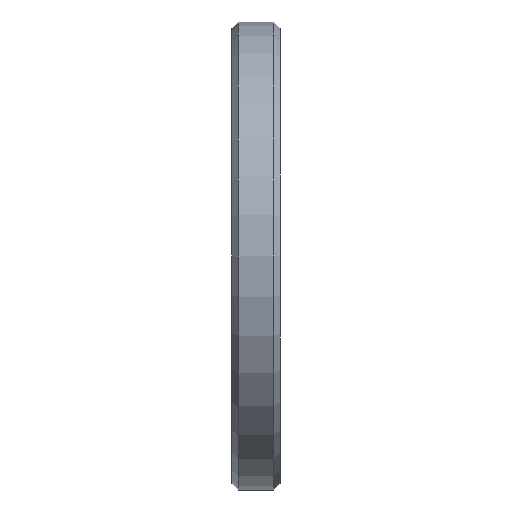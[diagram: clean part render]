
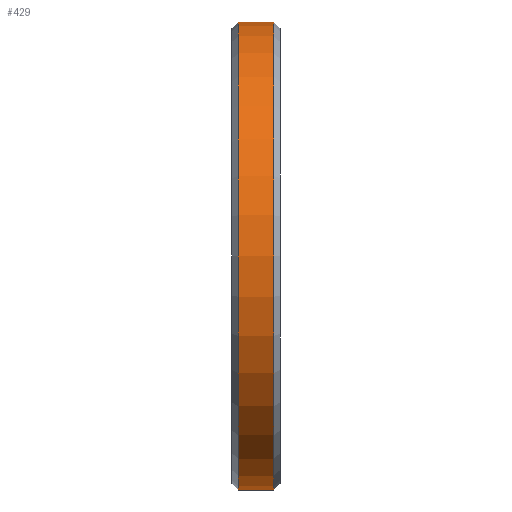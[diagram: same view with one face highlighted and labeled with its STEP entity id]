
A CAD part, front view. The second image highlights one B-rep face of the part: STEP entity #429.
In plain terms, the highlighted cylindrical face has radius 9.525 mm (diameter 19.05 mm), a partial arc.
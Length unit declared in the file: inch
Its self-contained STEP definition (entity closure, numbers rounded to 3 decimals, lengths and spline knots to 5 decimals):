
#7 = AXIS2_PLACEMENT_3D ( 'NONE', #17, #1092, #736 ) ;
#17 = CARTESIAN_POINT ( 'NONE',  ( 0., 0., 0. ) ) ;
#43 = CIRCLE ( 'NONE', #854, 0.375 ) ;
#68 = DIRECTION ( 'NONE',  ( 1., 0., 0. ) ) ;
#170 = ORIENTED_EDGE ( 'NONE', *, *, #619, .F. ) ;
#201 = VECTOR ( 'NONE', #68, 39.37008 ) ;
#261 = DIRECTION ( 'NONE',  ( 0., 0., 1. ) ) ;
#281 = CARTESIAN_POINT ( 'NONE',  ( 0.067, 0., 0.375 ) ) ;
#298 = EDGE_CURVE ( 'NONE', #810, #715, #43, .T. ) ;
#328 = VERTEX_POINT ( 'NONE', #809 ) ;
#423 = AXIS2_PLACEMENT_3D ( 'NONE', #774, #959, #1043 ) ;
#426 = ORIENTED_EDGE ( 'NONE', *, *, #827, .T. ) ;
#429 = ADVANCED_FACE ( 'NONE', ( #832 ), #982, .T. ) ;
#442 = DIRECTION ( 'NONE',  ( 1., 0., 0. ) ) ;
#465 = ORIENTED_EDGE ( 'NONE', *, *, #759, .T. ) ;
#499 = VECTOR ( 'NONE', #442, 39.37008 ) ;
#522 = DIRECTION ( 'NONE',  ( 1., 0., 0. ) ) ;
#619 = EDGE_CURVE ( 'NONE', #810, #1067, #663, .T. ) ;
#663 = LINE ( 'NONE', #782, #201 ) ;
#715 = VERTEX_POINT ( 'NONE', #1048 ) ;
#736 = DIRECTION ( 'NONE',  ( 0., 0., -1. ) ) ;
#759 = EDGE_CURVE ( 'NONE', #328, #1067, #845, .T. ) ;
#774 = CARTESIAN_POINT ( 'NONE',  ( 0.067, 0., 0. ) ) ;
#782 = CARTESIAN_POINT ( 'NONE',  ( 0., 0., 0.375 ) ) ;
#809 = CARTESIAN_POINT ( 'NONE',  ( 0.067, 0., -0.375 ) ) ;
#810 = VERTEX_POINT ( 'NONE', #1072 ) ;
#824 = ORIENTED_EDGE ( 'NONE', *, *, #298, .T. ) ;
#827 = EDGE_CURVE ( 'NONE', #715, #328, #1042, .T. ) ;
#832 = FACE_OUTER_BOUND ( 'NONE', #1112, .T. ) ;
#845 = CIRCLE ( 'NONE', #423, 0.375 ) ;
#854 = AXIS2_PLACEMENT_3D ( 'NONE', #1050, #522, #261 ) ;
#959 = DIRECTION ( 'NONE',  ( -1., 0., 0. ) ) ;
#964 = CARTESIAN_POINT ( 'NONE',  ( 0., 0., -0.375 ) ) ;
#982 = CYLINDRICAL_SURFACE ( 'NONE', #7, 0.375 ) ;
#1042 = LINE ( 'NONE', #964, #499 ) ;
#1043 = DIRECTION ( 'NONE',  ( 0., 0., -1. ) ) ;
#1048 = CARTESIAN_POINT ( 'NONE',  ( 0.01, 0., -0.375 ) ) ;
#1050 = CARTESIAN_POINT ( 'NONE',  ( 0.01, 0., 0. ) ) ;
#1067 = VERTEX_POINT ( 'NONE', #281 ) ;
#1072 = CARTESIAN_POINT ( 'NONE',  ( 0.01, 0., 0.375 ) ) ;
#1092 = DIRECTION ( 'NONE',  ( 1., 0., 0. ) ) ;
#1112 = EDGE_LOOP ( 'NONE', ( #170, #824, #426, #465 ) ) ;
